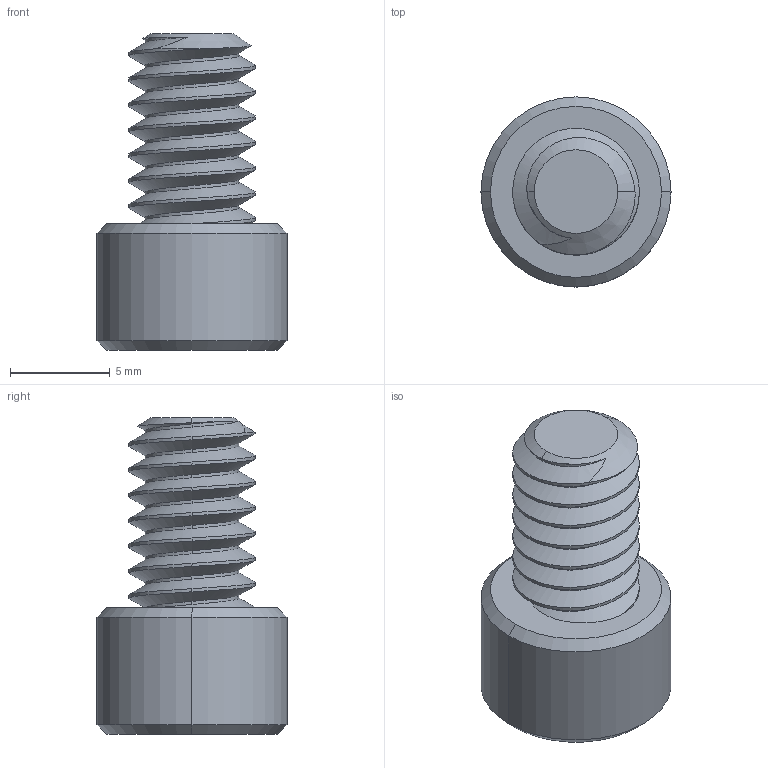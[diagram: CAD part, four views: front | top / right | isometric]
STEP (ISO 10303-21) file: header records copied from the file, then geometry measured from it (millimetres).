
FILE_DESCRIPTION (( 'STEP AP203' ), '1' );
FILE_NAME ('595634 bolt.STEP', '2014-09-24T14:55:54', ( 'Kyle' ), ( 'Microsoft' ), 'SwSTEP 2.0', 'SolidWorks 2014', '' );
FILE_SCHEMA (( 'CONFIG_CONTROL_DESIGN' ));
Length unit declared in the file: inch
Products named in the file (1): 595634 bolt
Bounding box: 9.53 x 9.53 x 15.88 mm (x, y, z)
Volume: 602.9 mm3; surface area: 649.2 mm2
Topology: 1 solids, 1 shells, 58 faces, 146 edges, 92 vertices
Faces by surface type: cylinder 33, cone 13, plane 10, bspline 2
Entity records: 2669 total; most frequent: CARTESIAN_POINT 1404, ORIENTED_EDGE 292, DIRECTION 206, EDGE_CURVE 146, VERTEX_POINT 92, AXIS2_PLACEMENT_3D 78, EDGE_LOOP 60, FACE_OUTER_BOUND 58
